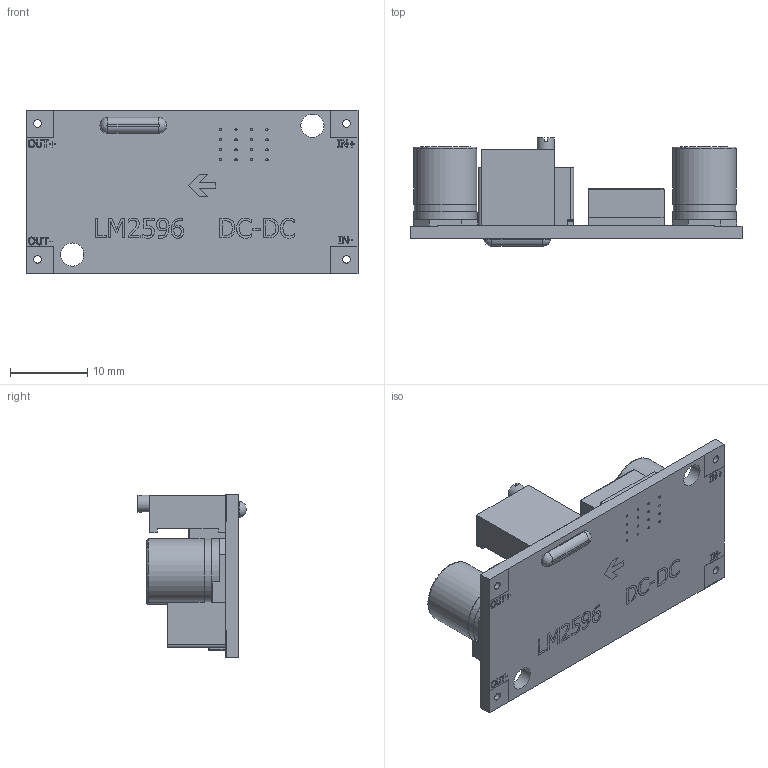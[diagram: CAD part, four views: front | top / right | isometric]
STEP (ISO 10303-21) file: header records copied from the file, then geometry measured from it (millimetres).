
FILE_DESCRIPTION(/* description */ (''),/* implementation_level */ '2;1');
FILE_NAME(/* name */ 'LM2596_Buck_Converter.stp',/* time_stamp */ '2018-07-29T21:41:57+02:00',/* author */ ('gabri'),/* organization */ (''),/* preprocessor_version */ 'ST-DEVELOPER v17',/* originating_system */ 'Autodesk Inventor 2019',/* authorisation */ '');
FILE_SCHEMA (('AUTOMOTIVE_DESIGN { 1 0 10303 214 3 1 1 }'));
Length unit declared in the file: millimetre
Products named in the file (1): Buck_Converter
Bounding box: 43 x 14 x 21.15 mm (x, y, z)
Volume: 4581.3 mm3; surface area: 4809.7 mm2
Topology: 28 solids, 28 shells, 1124 faces, 2945 edges, 1950 vertices
Faces by surface type: plane 675, bspline 321, cylinder 118, sphere 8, torus 2
Full cylindrical faces by diameter (mm): 0.3 x16, 1 x4, 2.25 x1, 3 x2, 8.1 x2, 8.2 x4, 9.6 x1
Entity records: 37678 total; most frequent: CARTESIAN_POINT 11165, ORIENTED_EDGE 5890, DIRECTION 4157, EDGE_CURVE 2945, LINE 2065, VECTOR 2065, VERTEX_POINT 1950, EDGE_LOOP 1241
